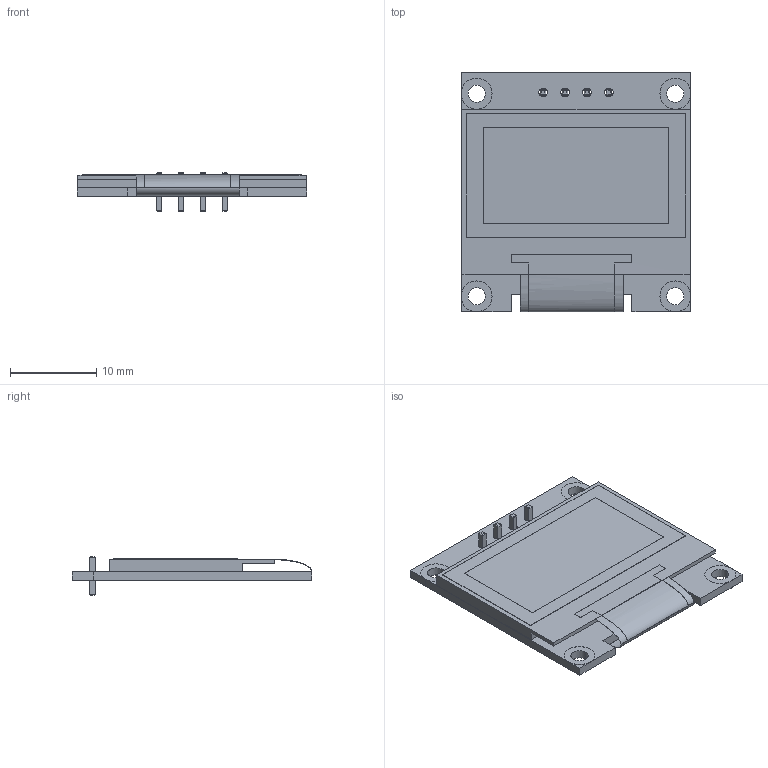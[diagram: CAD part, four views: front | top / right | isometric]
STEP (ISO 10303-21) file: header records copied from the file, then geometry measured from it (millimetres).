
FILE_DESCRIPTION (( 'STEP AP214' ), '1' );
FILE_NAME ('screen2.STEP', '2017-06-26T19:33:10', ( '' ), ( '' ), 'SwSTEP 2.0', 'SolidWorks 2016', '' );
FILE_SCHEMA (( 'AUTOMOTIVE_DESIGN' ));
Length unit declared in the file: millimetre
Products named in the file (3): pin; User Library-128x64I2COLEDDisplayAdafruit; screen2
Assembly tree (5 placements, depth 2):
  screen2
    User Library-128x64I2COLEDDisplayAdafruit
    pin  x4
Bounding box: 26.7 x 27.86 x 4.44 mm (x, y, z)
Volume: 1390.1 mm3; surface area: 2261.4 mm2
Topology: 7 solids, 7 shells, 152 faces, 351 edges, 215 vertices
Faces by surface type: plane 82, cylinder 64, bspline 6
Entity records: 4163 total; most frequent: CARTESIAN_POINT 792, ORIENTED_EDGE 534, DIRECTION 529, EDGE_CURVE 267, AXIS2_PLACEMENT_3D 180, VECTOR 169, LINE 169, VERTEX_POINT 167
